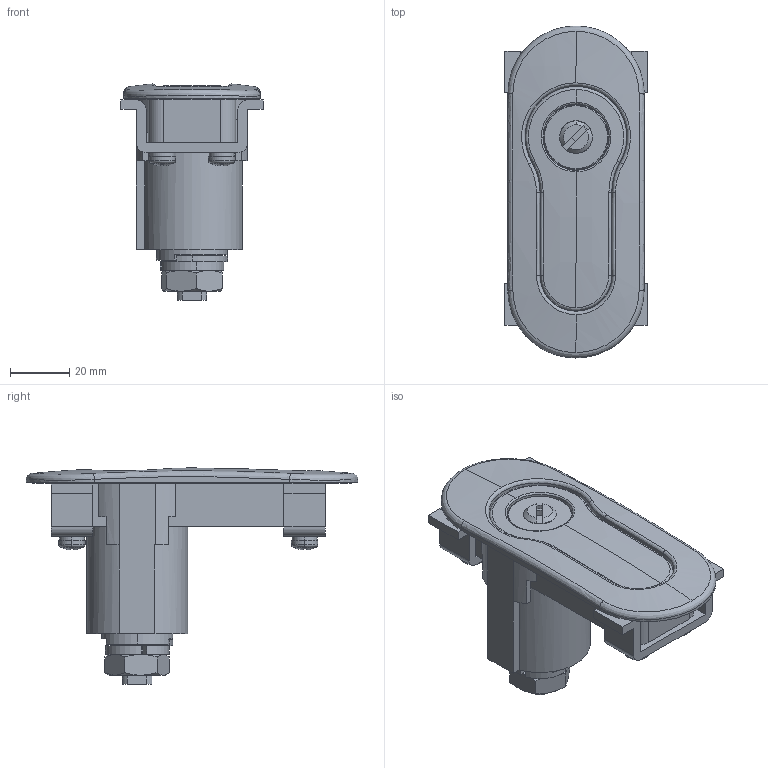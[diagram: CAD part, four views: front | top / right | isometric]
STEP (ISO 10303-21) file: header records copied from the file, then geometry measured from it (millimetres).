
FILE_DESCRIPTION (( 'STEP AP203' ), '1' );
FILE_NAME ('A-422.STEP', '2021-11-09T06:42:19', ( '' ), ( '' ), 'SwSTEP 2.0', 'SolidWorks 2018', '' );
FILE_SCHEMA (( 'CONFIG_CONTROL_DESIGN' ));
Length unit declared in the file: millimetre
Products named in the file (14): A-422_C-288_; A-422_body_; A-422_cross-recessed head machine screw__M5x10十字穴付なべ小ねじ(SUS)SWシングルセムス(P2); A-422; A-422_cam_; C-288 ストッパー; C-288 ローター; A-422_stop plate_; A-422_spring lock washer__M12偽偹嵗嬥(揝); A-422_jointA_; A-422_hex nut__M12ナット(鉄)3種_呼び径基準; C-288 ハウジング; A-422_handle_; A-422_packing_
Assembly tree (17 placements, depth 3):
  A-422
    A-422_body_
    A-422_handle_
    A-422_jointA_
    A-422_C-288_
      C-288 ハウジング
      C-288 ローター
      C-288 ストッパー
    A-422_cam_
    A-422_packing_
    A-422_stop plate_  x2
    A-422_cross-recessed head machine screw__M5x10十字穴付なべ小ねじ(SUS)SWシングルセムス(P2)  x4
    A-422_spring lock washer__M12偽偹嵗嬥(揝)
    A-422_hex nut__M12ナット(鉄)3種_呼び径基準
Bounding box: 48 x 112 x 72.91 mm (x, y, z)
Volume: 87141.5 mm3; surface area: 60620.1 mm2
Topology: 16 solids, 16 shells, 608 faces, 1569 edges, 1013 vertices
Faces by surface type: plane 290, cylinder 217, cone 57, bspline 18, torus 18, sphere 8
Entity records: 17956 total; most frequent: CARTESIAN_POINT 5117, DIRECTION 2424, ORIENTED_EDGE 2322, EDGE_CURVE 1161, AXIS2_PLACEMENT_3D 904, VERTEX_POINT 753, VECTOR 616, LINE 616
